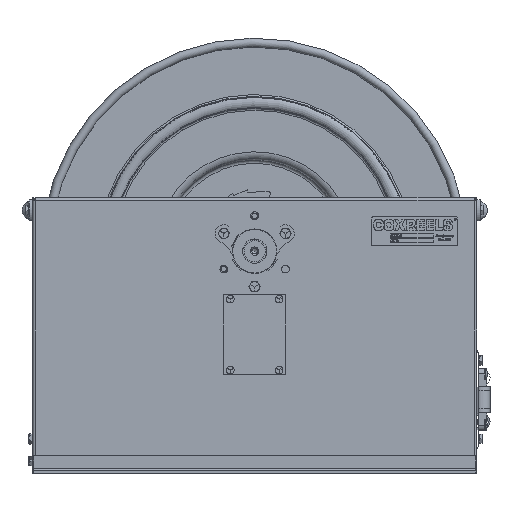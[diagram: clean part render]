
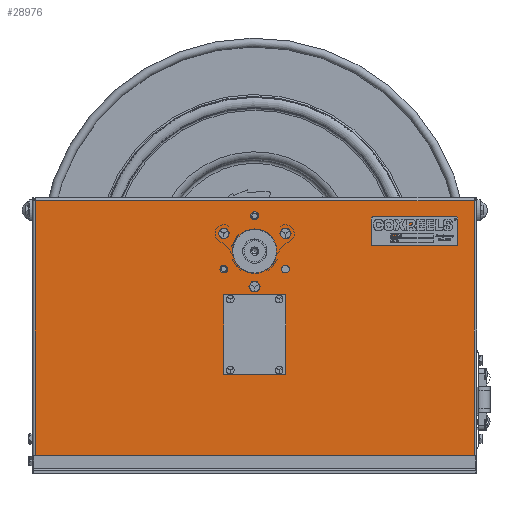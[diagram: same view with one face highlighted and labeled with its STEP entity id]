
A CAD part, top view. The second image highlights one B-rep face of the part: STEP entity #28976.
In plain terms, the highlighted planar face has unit normal (0, 0, 1).
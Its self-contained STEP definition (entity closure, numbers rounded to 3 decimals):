
#1641=FACE_BOUND('',#3125,.T.);
#1642=FACE_BOUND('',#3126,.T.);
#1643=FACE_BOUND('',#3127,.T.);
#1644=FACE_BOUND('',#3128,.T.);
#1645=FACE_BOUND('',#3129,.T.);
#1646=FACE_BOUND('',#3130,.T.);
#1647=FACE_BOUND('',#3131,.T.);
#1648=FACE_BOUND('',#3132,.T.);
#1649=FACE_BOUND('',#3133,.T.);
#1650=FACE_BOUND('',#3134,.T.);
#1651=FACE_BOUND('',#3135,.T.);
#1652=FACE_BOUND('',#3136,.T.);
#2266=PLANE('',#29863);
#2585=FACE_OUTER_BOUND('',#3124,.T.);
#3124=EDGE_LOOP('',(#22398,#22399,#22400,#22401));
#3125=EDGE_LOOP('',(#22402,#22403,#22404,#22405));
#3126=EDGE_LOOP('',(#22406));
#3127=EDGE_LOOP('',(#22407));
#3128=EDGE_LOOP('',(#22408));
#3129=EDGE_LOOP('',(#22409));
#3130=EDGE_LOOP('',(#22410));
#3131=EDGE_LOOP('',(#22411));
#3132=EDGE_LOOP('',(#22412));
#3133=EDGE_LOOP('',(#22413));
#3134=EDGE_LOOP('',(#22414));
#3135=EDGE_LOOP('',(#22415));
#3136=EDGE_LOOP('',(#22416));
#4283=CIRCLE('',#29864,0.155);
#4284=CIRCLE('',#29865,0.155);
#4285=CIRCLE('',#29866,0.155);
#4286=CIRCLE('',#29867,0.155);
#4287=CIRCLE('',#29868,0.22);
#4288=CIRCLE('',#29869,0.22);
#4289=CIRCLE('',#29870,0.22);
#4290=CIRCLE('',#29871,0.22);
#4291=CIRCLE('',#29872,0.22);
#4292=CIRCLE('',#29873,0.22);
#4293=CIRCLE('',#29874,1.14);
#5218=LINE('',#37417,#8329);
#5219=LINE('',#37423,#8330);
#5222=LINE('',#37433,#8333);
#5228=LINE('',#37454,#8339);
#5229=LINE('',#37457,#8340);
#5230=LINE('',#37459,#8341);
#5231=LINE('',#37461,#8342);
#5232=LINE('',#37462,#8343);
#8329=VECTOR('',#31374,15.351);
#8330=VECTOR('',#31381,24.701);
#8333=VECTOR('',#31390,15.351);
#8339=VECTOR('',#31410,24.701);
#8340=VECTOR('',#31411,4.);
#8341=VECTOR('',#31412,2.);
#8342=VECTOR('',#31413,4.);
#8343=VECTOR('',#31414,2.);
#11464=VERTEX_POINT('',#37414);
#11465=VERTEX_POINT('',#37416);
#11467=VERTEX_POINT('',#37422);
#11471=VERTEX_POINT('',#37432);
#11480=VERTEX_POINT('',#37455);
#11481=VERTEX_POINT('',#37456);
#11482=VERTEX_POINT('',#37458);
#11483=VERTEX_POINT('',#37460);
#11484=VERTEX_POINT('',#37463);
#11485=VERTEX_POINT('',#37465);
#11486=VERTEX_POINT('',#37467);
#11487=VERTEX_POINT('',#37469);
#11488=VERTEX_POINT('',#37471);
#11489=VERTEX_POINT('',#37473);
#11490=VERTEX_POINT('',#37475);
#11491=VERTEX_POINT('',#37477);
#11492=VERTEX_POINT('',#37479);
#11493=VERTEX_POINT('',#37481);
#11494=VERTEX_POINT('',#37483);
#16781=EDGE_CURVE('',#11465,#11464,#5218,.T.);
#16784=EDGE_CURVE('',#11467,#11465,#5219,.T.);
#16789=EDGE_CURVE('',#11471,#11467,#5222,.T.);
#16800=EDGE_CURVE('',#11471,#11464,#5228,.T.);
#16801=EDGE_CURVE('',#11480,#11481,#5229,.T.);
#16802=EDGE_CURVE('',#11481,#11482,#5230,.T.);
#16803=EDGE_CURVE('',#11482,#11483,#5231,.T.);
#16804=EDGE_CURVE('',#11483,#11480,#5232,.T.);
#16805=EDGE_CURVE('',#11484,#11484,#4283,.T.);
#16806=EDGE_CURVE('',#11485,#11485,#4284,.T.);
#16807=EDGE_CURVE('',#11486,#11486,#4285,.T.);
#16808=EDGE_CURVE('',#11487,#11487,#4286,.T.);
#16809=EDGE_CURVE('',#11488,#11488,#4287,.T.);
#16810=EDGE_CURVE('',#11489,#11489,#4288,.T.);
#16811=EDGE_CURVE('',#11490,#11490,#4289,.T.);
#16812=EDGE_CURVE('',#11491,#11491,#4290,.T.);
#16813=EDGE_CURVE('',#11492,#11492,#4291,.T.);
#16814=EDGE_CURVE('',#11493,#11493,#4292,.T.);
#16815=EDGE_CURVE('',#11494,#11494,#4293,.T.);
#22398=ORIENTED_EDGE('',*,*,#16781,.T.);
#22399=ORIENTED_EDGE('',*,*,#16800,.F.);
#22400=ORIENTED_EDGE('',*,*,#16789,.T.);
#22401=ORIENTED_EDGE('',*,*,#16784,.T.);
#22402=ORIENTED_EDGE('',*,*,#16801,.T.);
#22403=ORIENTED_EDGE('',*,*,#16802,.T.);
#22404=ORIENTED_EDGE('',*,*,#16803,.T.);
#22405=ORIENTED_EDGE('',*,*,#16804,.T.);
#22406=ORIENTED_EDGE('',*,*,#16805,.T.);
#22407=ORIENTED_EDGE('',*,*,#16806,.T.);
#22408=ORIENTED_EDGE('',*,*,#16807,.T.);
#22409=ORIENTED_EDGE('',*,*,#16808,.T.);
#22410=ORIENTED_EDGE('',*,*,#16809,.T.);
#22411=ORIENTED_EDGE('',*,*,#16810,.T.);
#22412=ORIENTED_EDGE('',*,*,#16811,.T.);
#22413=ORIENTED_EDGE('',*,*,#16812,.T.);
#22414=ORIENTED_EDGE('',*,*,#16813,.T.);
#22415=ORIENTED_EDGE('',*,*,#16814,.T.);
#22416=ORIENTED_EDGE('',*,*,#16815,.T.);
#28976=ADVANCED_FACE('',(#2585,#1641,#1642,#1643,#1644,#1645,#1646,#1647,
#1648,#1649,#1650,#1651,#1652),#2266,.T.);
#29863=AXIS2_PLACEMENT_3D('',#37453,#31408,#31409);
#29864=AXIS2_PLACEMENT_3D('',#37464,#31415,#31416);
#29865=AXIS2_PLACEMENT_3D('',#37466,#31417,#31418);
#29866=AXIS2_PLACEMENT_3D('',#37468,#31419,#31420);
#29867=AXIS2_PLACEMENT_3D('',#37470,#31421,#31422);
#29868=AXIS2_PLACEMENT_3D('',#37472,#31423,#31424);
#29869=AXIS2_PLACEMENT_3D('',#37474,#31425,#31426);
#29870=AXIS2_PLACEMENT_3D('',#37476,#31427,#31428);
#29871=AXIS2_PLACEMENT_3D('',#37478,#31429,#31430);
#29872=AXIS2_PLACEMENT_3D('',#37480,#31431,#31432);
#29873=AXIS2_PLACEMENT_3D('',#37482,#31433,#31434);
#29874=AXIS2_PLACEMENT_3D('',#37484,#31435,#31436);
#31374=DIRECTION('',(0.,-1.,0.));
#31381=DIRECTION('',(-1.,0.,0.));
#31390=DIRECTION('',(0.,1.,0.));
#31408=DIRECTION('center_axis',(0.,0.,1.));
#31409=DIRECTION('ref_axis',(1.,0.,0.));
#31410=DIRECTION('',(-1.,0.,0.));
#31411=DIRECTION('',(0.,1.,0.));
#31412=DIRECTION('',(1.,0.,0.));
#31413=DIRECTION('',(0.,-1.,0.));
#31414=DIRECTION('',(-1.,0.,0.));
#31415=DIRECTION('center_axis',(0.,0.,-1.));
#31416=DIRECTION('ref_axis',(1.,0.,0.));
#31417=DIRECTION('center_axis',(0.,0.,-1.));
#31418=DIRECTION('ref_axis',(1.,0.,0.));
#31419=DIRECTION('center_axis',(0.,0.,-1.));
#31420=DIRECTION('ref_axis',(1.,0.,0.));
#31421=DIRECTION('center_axis',(0.,0.,-1.));
#31422=DIRECTION('ref_axis',(1.,0.,0.));
#31423=DIRECTION('center_axis',(0.,0.,-1.));
#31424=DIRECTION('ref_axis',(1.,0.,0.));
#31425=DIRECTION('center_axis',(0.,0.,-1.));
#31426=DIRECTION('ref_axis',(1.,0.,0.));
#31427=DIRECTION('center_axis',(0.,0.,-1.));
#31428=DIRECTION('ref_axis',(1.,0.,0.));
#31429=DIRECTION('center_axis',(0.,0.,-1.));
#31430=DIRECTION('ref_axis',(1.,0.,0.));
#31431=DIRECTION('center_axis',(0.,0.,-1.));
#31432=DIRECTION('ref_axis',(1.,0.,0.));
#31433=DIRECTION('center_axis',(0.,0.,-1.));
#31434=DIRECTION('ref_axis',(1.,0.,0.));
#31435=DIRECTION('center_axis',(0.,0.,-1.));
#31436=DIRECTION('ref_axis',(-1.,0.,0.));
#37414=CARTESIAN_POINT('',(-12.351,-7.75,0.075));
#37416=CARTESIAN_POINT('',(-12.351,7.601,0.075));
#37417=CARTESIAN_POINT('',(-12.351,-3.875,0.075));
#37422=CARTESIAN_POINT('',(12.351,7.601,0.075));
#37423=CARTESIAN_POINT('',(-6.25,7.601,0.075));
#37432=CARTESIAN_POINT('',(12.351,-7.75,0.075));
#37433=CARTESIAN_POINT('',(12.351,3.8,0.075));
#37453=CARTESIAN_POINT('Origin',(0.,0.,
0.075));
#37454=CARTESIAN_POINT('',(12.5,-7.75,0.075));
#37455=CARTESIAN_POINT('',(-1.,-1.94,0.075));
#37456=CARTESIAN_POINT('',(-1.,2.06,0.075));
#37457=CARTESIAN_POINT('',(-1.,1.03,0.075));
#37458=CARTESIAN_POINT('',(1.,2.06,0.075));
#37459=CARTESIAN_POINT('',(0.5,2.06,0.075));
#37460=CARTESIAN_POINT('',(1.,-1.94,0.075));
#37461=CARTESIAN_POINT('',(1.,-0.97,0.075));
#37462=CARTESIAN_POINT('',(-0.5,-1.94,0.075));
#37463=CARTESIAN_POINT('',(1.53,-1.94,0.075));
#37464=CARTESIAN_POINT('Origin',(1.375,-1.94,0.075));
#37465=CARTESIAN_POINT('',(-1.22,2.06,0.075));
#37466=CARTESIAN_POINT('Origin',(-1.375,2.06,0.075));
#37467=CARTESIAN_POINT('',(1.53,2.06,0.075));
#37468=CARTESIAN_POINT('Origin',(1.375,2.06,0.075));
#37469=CARTESIAN_POINT('',(-1.22,-1.94,0.075));
#37470=CARTESIAN_POINT('Origin',(-1.375,-1.94,0.075));
#37471=CARTESIAN_POINT('',(1.952,3.75,0.075));
#37472=CARTESIAN_POINT('Origin',(1.732,3.75,0.075));
#37473=CARTESIAN_POINT('',(-1.512,3.75,0.075));
#37474=CARTESIAN_POINT('Origin',(-1.732,3.75,0.075));
#37475=CARTESIAN_POINT('',(0.22,6.75,0.075));
#37476=CARTESIAN_POINT('Origin',(0.,6.75,0.075));
#37477=CARTESIAN_POINT('',(-1.512,5.75,0.075));
#37478=CARTESIAN_POINT('Origin',(-1.732,5.75,0.075));
#37479=CARTESIAN_POINT('',(0.22,2.75,0.075));
#37480=CARTESIAN_POINT('Origin',(0.,2.75,0.075));
#37481=CARTESIAN_POINT('',(1.952,5.75,0.075));
#37482=CARTESIAN_POINT('Origin',(1.732,5.75,0.075));
#37483=CARTESIAN_POINT('',(1.14,4.75,0.075));
#37484=CARTESIAN_POINT('Origin',(0.,4.75,0.075));
